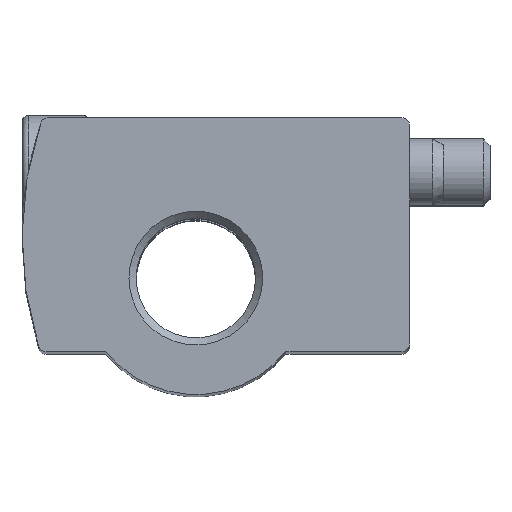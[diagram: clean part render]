
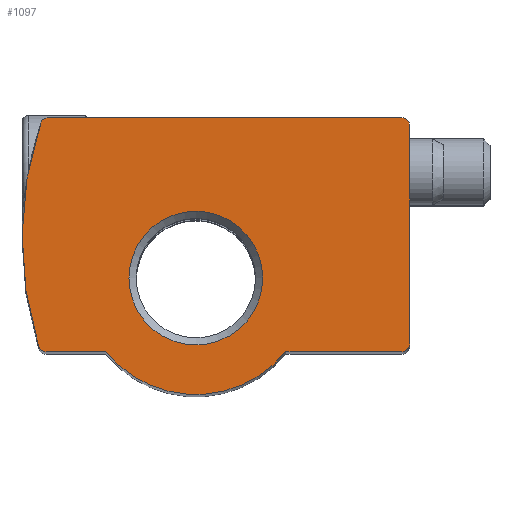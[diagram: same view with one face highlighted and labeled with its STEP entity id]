
A CAD part, top view. The second image highlights one B-rep face of the part: STEP entity #1097.
In plain terms, the highlighted face is planar.
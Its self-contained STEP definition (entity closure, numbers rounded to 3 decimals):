
#67=PLANE('',#1235);
#94=LINE('',#1717,#150);
#108=LINE('',#1769,#164);
#112=LINE('',#1781,#168);
#116=LINE('',#1793,#172);
#150=VECTOR('',#1363,1000.);
#164=VECTOR('',#1415,1000.);
#168=VECTOR('',#1427,1000.);
#172=VECTOR('',#1439,1000.);
#319=ORIENTED_EDGE('',*,*,#589,.T.);
#320=ORIENTED_EDGE('',*,*,#561,.F.);
#321=ORIENTED_EDGE('',*,*,#544,.F.);
#322=ORIENTED_EDGE('',*,*,#552,.F.);
#323=ORIENTED_EDGE('',*,*,#535,.F.);
#324=ORIENTED_EDGE('',*,*,#586,.F.);
#325=ORIENTED_EDGE('',*,*,#583,.F.);
#326=ORIENTED_EDGE('',*,*,#580,.F.);
#327=ORIENTED_EDGE('',*,*,#577,.F.);
#328=ORIENTED_EDGE('',*,*,#574,.F.);
#329=ORIENTED_EDGE('',*,*,#571,.F.);
#535=EDGE_CURVE('',#683,#684,#785,.T.);
#544=EDGE_CURVE('',#690,#691,#94,.T.);
#552=EDGE_CURVE('',#684,#690,#789,.T.);
#561=EDGE_CURVE('',#691,#701,#794,.T.);
#571=EDGE_CURVE('',#701,#710,#108,.T.);
#574=EDGE_CURVE('',#710,#712,#801,.T.);
#577=EDGE_CURVE('',#712,#714,#112,.T.);
#580=EDGE_CURVE('',#714,#716,#803,.T.);
#583=EDGE_CURVE('',#716,#718,#116,.T.);
#586=EDGE_CURVE('',#718,#683,#805,.T.);
#589=EDGE_CURVE('',#721,#721,#808,.T.);
#683=VERTEX_POINT('',#1698);
#684=VERTEX_POINT('',#1700);
#690=VERTEX_POINT('',#1716);
#691=VERTEX_POINT('',#1718);
#701=VERTEX_POINT('',#1750);
#710=VERTEX_POINT('',#1770);
#712=VERTEX_POINT('',#1776);
#714=VERTEX_POINT('',#1782);
#716=VERTEX_POINT('',#1788);
#718=VERTEX_POINT('',#1794);
#721=VERTEX_POINT('',#1806);
#785=CIRCLE('',#1198,27.);
#789=CIRCLE('',#1205,0.6);
#794=CIRCLE('',#1214,0.6);
#801=CIRCLE('',#1223,0.6);
#803=CIRCLE('',#1227,8.7);
#805=CIRCLE('',#1231,0.6);
#808=CIRCLE('',#1236,5.);
#860=EDGE_LOOP('',(#319));
#861=EDGE_LOOP('',(#320,#321,#322,#323,#324,#325,#326,#327,#328,#329));
#964=FACE_BOUND('',#860,.T.);
#965=FACE_BOUND('',#861,.T.);
#1097=ADVANCED_FACE('',(#964,#965),#67,.F.);
#1198=AXIS2_PLACEMENT_3D('',#1699,#1347,#1348);
#1205=AXIS2_PLACEMENT_3D('',#1732,#1374,#1375);
#1214=AXIS2_PLACEMENT_3D('',#1749,#1396,#1397);
#1223=AXIS2_PLACEMENT_3D('',#1775,#1420,#1421);
#1227=AXIS2_PLACEMENT_3D('',#1787,#1432,#1433);
#1231=AXIS2_PLACEMENT_3D('',#1799,#1444,#1445);
#1235=AXIS2_PLACEMENT_3D('',#1804,#1452,#1453);
#1236=AXIS2_PLACEMENT_3D('',#1805,#1454,#1455);
#1347=DIRECTION('',(1.,0.,0.));
#1348=DIRECTION('',(0.,0.,-1.));
#1363=DIRECTION('',(0.,0.,1.));
#1374=DIRECTION('',(1.,0.,0.));
#1375=DIRECTION('',(0.,0.,-1.));
#1396=DIRECTION('',(1.,0.,0.));
#1397=DIRECTION('',(0.,0.,-1.));
#1415=DIRECTION('',(0.,-1.,0.));
#1420=DIRECTION('',(1.,0.,0.));
#1421=DIRECTION('',(0.,0.,-1.));
#1427=DIRECTION('',(0.,0.,-1.));
#1432=DIRECTION('',(1.,0.,0.));
#1433=DIRECTION('',(0.,0.,-1.));
#1439=DIRECTION('',(0.,0.,-1.));
#1444=DIRECTION('',(1.,0.,0.));
#1445=DIRECTION('',(0.,0.,-1.));
#1452=DIRECTION('',(1.,0.,0.));
#1453=DIRECTION('',(0.,0.,-1.));
#1454=DIRECTION('',(1.,0.,0.));
#1455=DIRECTION('',(0.,0.,-1.));
#1698=CARTESIAN_POINT('',(0.,-5.08,-11.763));
#1699=CARTESIAN_POINT('',(0.,3.,14.));
#1700=CARTESIAN_POINT('',(0.,11.591,-11.597));
#1716=CARTESIAN_POINT('',(0.,12.,-11.028));
#1717=CARTESIAN_POINT('',(0.,12.,-11.028));
#1718=CARTESIAN_POINT('',(0.,12.,15.4));
#1732=CARTESIAN_POINT('',(0.,11.4,-11.028));
#1749=CARTESIAN_POINT('',(0.,11.4,15.4));
#1750=CARTESIAN_POINT('',(0.,11.4,16.));
#1769=CARTESIAN_POINT('',(0.,11.4,16.));
#1770=CARTESIAN_POINT('',(0.,-4.9,16.));
#1775=CARTESIAN_POINT('',(0.,-4.9,15.4));
#1776=CARTESIAN_POINT('',(0.,-5.5,15.4));
#1781=CARTESIAN_POINT('',(0.,-5.5,15.4));
#1782=CARTESIAN_POINT('',(0.,-5.5,6.741));
#1787=CARTESIAN_POINT('',(0.,0.,0.));
#1788=CARTESIAN_POINT('',(0.,-5.5,-6.741));
#1793=CARTESIAN_POINT('',(0.,-5.5,-6.741));
#1794=CARTESIAN_POINT('',(0.,-5.5,-11.19));
#1799=CARTESIAN_POINT('',(0.,-4.9,-11.19));
#1804=CARTESIAN_POINT('',(0.,11.4,15.4));
#1805=CARTESIAN_POINT('',(0.,0.,0.));
#1806=CARTESIAN_POINT('',(0.,0.,-5.));
